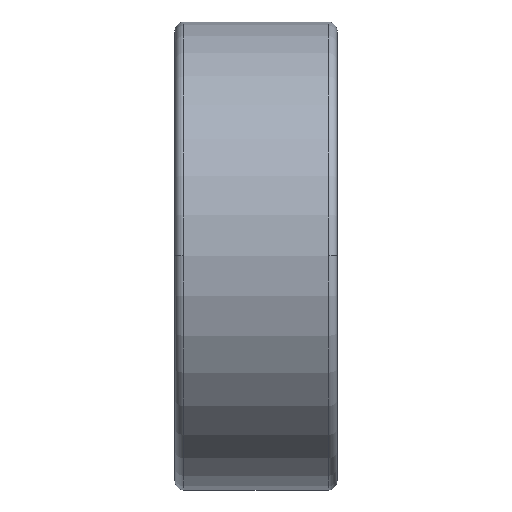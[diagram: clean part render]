
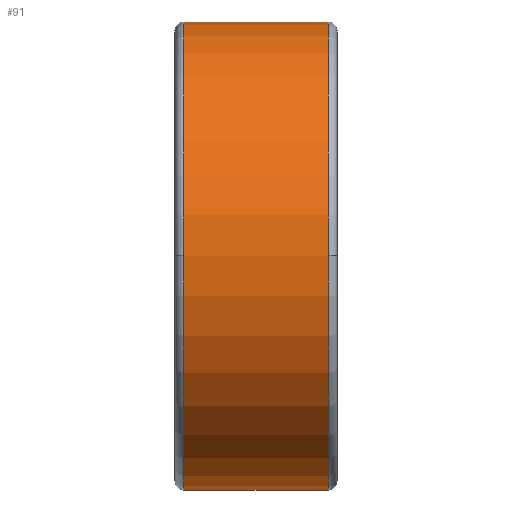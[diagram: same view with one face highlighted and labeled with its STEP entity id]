
A CAD part, top view. The second image highlights one B-rep face of the part: STEP entity #91.
In plain terms, the highlighted cylindrical face has radius 26 mm (diameter 52 mm), a partial arc.
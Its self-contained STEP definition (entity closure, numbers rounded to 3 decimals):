
#91=ADVANCED_FACE('',(#197),#198,.T.);
#197=FACE_OUTER_BOUND('',#413,.T.);
#198=CYLINDRICAL_SURFACE('',#414,26.0);
#413=EDGE_LOOP('',(#660,#661,#662,#663,#664,#665));
#414=AXIS2_PLACEMENT_3D('',#666,#667,#668);
#660=ORIENTED_EDGE('',*,*,#1405,.F.);
#661=ORIENTED_EDGE('',*,*,#1383,.T.);
#662=ORIENTED_EDGE('',*,*,#1406,.T.);
#663=ORIENTED_EDGE('',*,*,#1407,.F.);
#664=ORIENTED_EDGE('',*,*,#1408,.F.);
#665=ORIENTED_EDGE('',*,*,#1401,.F.);
#666=CARTESIAN_POINT('',(9.0,0.0,0.0));
#667=DIRECTION('',(1.0,0.0,0.0));
#668=DIRECTION('',(0.0,1.0,0.0));
#1383=EDGE_CURVE('',#1618,#1616,#1619,.T.);
#1401=EDGE_CURVE('',#1652,#1654,#1655,.T.);
#1405=EDGE_CURVE('',#1618,#1652,#1661,.T.);
#1406=EDGE_CURVE('',#1616,#1662,#1663,.T.);
#1407=EDGE_CURVE('',#1664,#1662,#1665,.T.);
#1408=EDGE_CURVE('',#1654,#1664,#1666,.T.);
#1616=VERTEX_POINT('',#1992);
#1618=VERTEX_POINT('',#1994);
#1619=CIRCLE('',#1995,26.0);
#1652=VERTEX_POINT('',#2032);
#1654=VERTEX_POINT('',#2034);
#1655=CIRCLE('',#2035,26.0);
#1661=LINE('',#2041,#2042);
#1662=VERTEX_POINT('',#2043);
#1663=CIRCLE('',#2044,26.0);
#1664=VERTEX_POINT('',#2045);
#1665=LINE('',#2046,#2047);
#1666=CIRCLE('',#2048,26.0);
#1992=CARTESIAN_POINT('',(1.0,0.,26.0));
#1994=CARTESIAN_POINT('',(1.0,26.0,0.0));
#1995=AXIS2_PLACEMENT_3D('',#2423,#2424,#2425);
#2032=CARTESIAN_POINT('',(17.0,26.0,0.0));
#2034=CARTESIAN_POINT('',(17.0,0.,26.0));
#2035=AXIS2_PLACEMENT_3D('',#2469,#2470,#2471);
#2041=CARTESIAN_POINT('',(9.0,26.0,0.));
#2042=VECTOR('',#2481,1.0);
#2043=CARTESIAN_POINT('',(1.0,-26.0,0.));
#2044=AXIS2_PLACEMENT_3D('',#2482,#2483,#2484);
#2045=CARTESIAN_POINT('',(17.0,-26.0,0.));
#2046=CARTESIAN_POINT('',(9.0,-26.0,0.));
#2047=VECTOR('',#2485,1.0);
#2048=AXIS2_PLACEMENT_3D('',#2486,#2487,#2488);
#2423=CARTESIAN_POINT('',(1.0,0.0,0.0));
#2424=DIRECTION('',(1.0,0.0,0.0));
#2425=DIRECTION('',(0.0,1.0,0.0));
#2469=CARTESIAN_POINT('',(17.0,0.0,0.0));
#2470=DIRECTION('',(1.0,0.0,0.0));
#2471=DIRECTION('',(0.0,1.0,0.0));
#2481=DIRECTION('',(1.0,0.0,0.0));
#2482=CARTESIAN_POINT('',(1.0,0.0,0.0));
#2483=DIRECTION('',(1.0,0.0,0.0));
#2484=DIRECTION('',(0.0,1.0,0.0));
#2485=DIRECTION('',(-1.0,-0.0,-0.0));
#2486=CARTESIAN_POINT('',(17.0,0.0,0.0));
#2487=DIRECTION('',(1.0,0.0,0.0));
#2488=DIRECTION('',(0.0,1.0,0.0));
